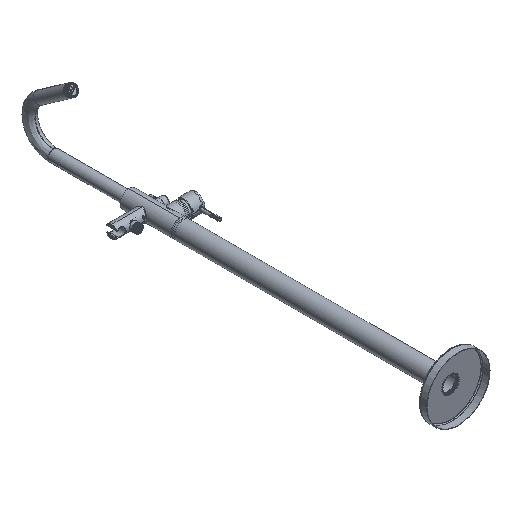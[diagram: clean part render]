
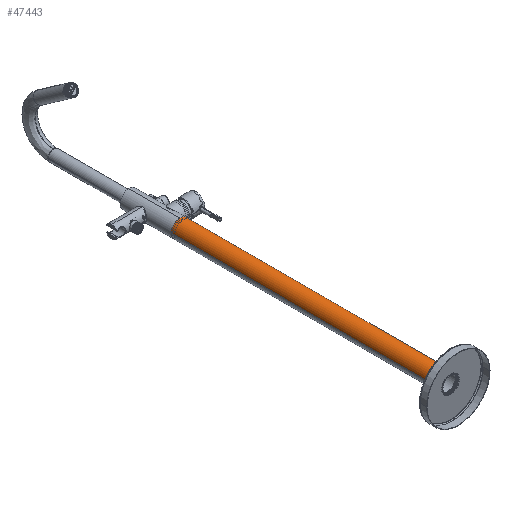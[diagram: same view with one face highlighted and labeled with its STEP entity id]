
A CAD part, isometric view. The second image highlights one B-rep face of the part: STEP entity #47443.
In plain terms, the highlighted cylindrical face has radius 22.5 mm (diameter 45 mm), a partial arc.
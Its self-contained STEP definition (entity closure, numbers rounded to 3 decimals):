
#244 = CARTESIAN_POINT ( 'NONE',  ( 22.5, 0., 0. ) ) ;
#709 = AXIS2_PLACEMENT_3D ( 'NONE', #9337, #32123, #17337 ) ;
#921 = CIRCLE ( 'NONE', #28928, 22.5 ) ;
#2187 = VERTEX_POINT ( 'NONE', #6551 ) ;
#3110 = CIRCLE ( 'NONE', #20706, 22.5 ) ;
#4221 = ORIENTED_EDGE ( 'NONE', *, *, #45083, .T. ) ;
#4780 = CARTESIAN_POINT ( 'NONE',  ( 0., 684., 0. ) ) ;
#6551 = CARTESIAN_POINT ( 'NONE',  ( -22.5, 0., 0. ) ) ;
#7501 = ORIENTED_EDGE ( 'NONE', *, *, #27134, .T. ) ;
#9337 = CARTESIAN_POINT ( 'NONE',  ( 0., 690., 0. ) ) ;
#13116 = DIRECTION ( 'NONE',  ( 0., -1., 0. ) ) ;
#14733 = CARTESIAN_POINT ( 'NONE',  ( -22.5, 684., 0. ) ) ;
#17120 = CARTESIAN_POINT ( 'NONE',  ( 22.5, 690., 0. ) ) ;
#17337 = DIRECTION ( 'NONE',  ( -1., 0., 0. ) ) ;
#18593 = DIRECTION ( 'NONE',  ( 0., -1., 0. ) ) ;
#19774 = ORIENTED_EDGE ( 'NONE', *, *, #34460, .F. ) ;
#20706 = AXIS2_PLACEMENT_3D ( 'NONE', #39166, #27884, #32133 ) ;
#21131 = LINE ( 'NONE', #17120, #29273 ) ;
#24062 = DIRECTION ( 'NONE',  ( 0., 1., 0. ) ) ;
#24662 = VERTEX_POINT ( 'NONE', #39419 ) ;
#25603 = FACE_OUTER_BOUND ( 'NONE', #26621, .T. ) ;
#26621 = EDGE_LOOP ( 'NONE', ( #43708, #19774, #7501, #4221 ) ) ;
#27134 = EDGE_CURVE ( 'NONE', #28105, #2187, #37141, .T. ) ;
#27884 = DIRECTION ( 'NONE',  ( 0., 1., 0. ) ) ;
#28105 = VERTEX_POINT ( 'NONE', #14733 ) ;
#28305 = DIRECTION ( 'NONE',  ( 1., 0., 0. ) ) ;
#28928 = AXIS2_PLACEMENT_3D ( 'NONE', #4780, #24062, #28305 ) ;
#29071 = EDGE_CURVE ( 'NONE', #24662, #41996, #21131, .T. ) ;
#29273 = VECTOR ( 'NONE', #13116, 1000. ) ;
#32123 = DIRECTION ( 'NONE',  ( 0., -1., 0. ) ) ;
#32133 = DIRECTION ( 'NONE',  ( -1., 0., 0. ) ) ;
#32875 = CYLINDRICAL_SURFACE ( 'NONE', #709, 22.5 ) ;
#34460 = EDGE_CURVE ( 'NONE', #28105, #24662, #921, .T. ) ;
#37141 = LINE ( 'NONE', #37623, #37304 ) ;
#37304 = VECTOR ( 'NONE', #18593, 1000. ) ;
#37623 = CARTESIAN_POINT ( 'NONE',  ( -22.5, 690., 0. ) ) ;
#39166 = CARTESIAN_POINT ( 'NONE',  ( 0., 0., 0. ) ) ;
#39419 = CARTESIAN_POINT ( 'NONE',  ( 22.5, 684., 0. ) ) ;
#41996 = VERTEX_POINT ( 'NONE', #244 ) ;
#43708 = ORIENTED_EDGE ( 'NONE', *, *, #29071, .F. ) ;
#45083 = EDGE_CURVE ( 'NONE', #2187, #41996, #3110, .T. ) ;
#47443 = ADVANCED_FACE ( 'NONE', ( #25603 ), #32875, .T. ) ;
